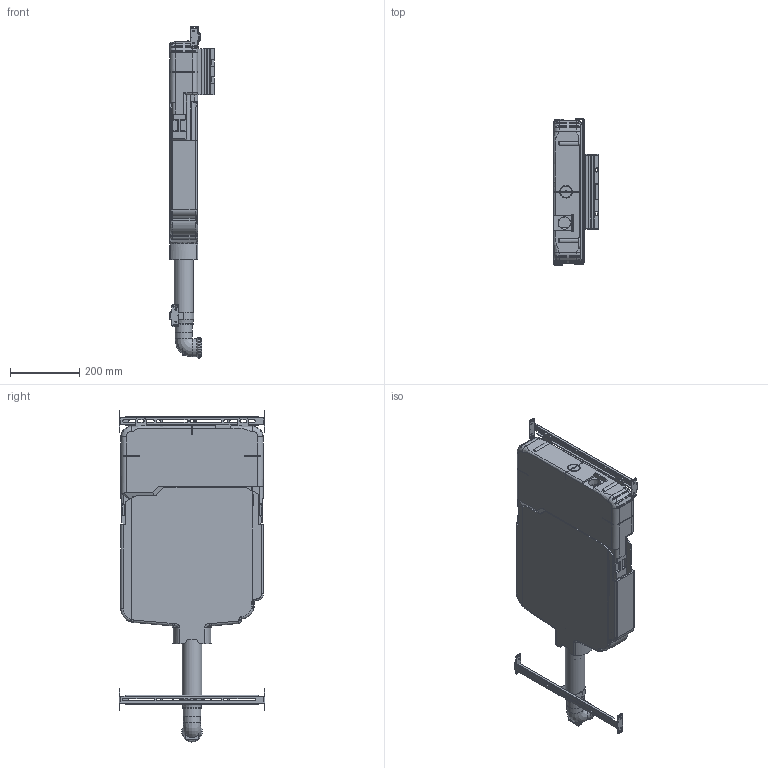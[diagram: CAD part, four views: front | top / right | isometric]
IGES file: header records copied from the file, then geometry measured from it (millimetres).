
Global section: file name: 109795; native system: Autodesk Inventor 2014; preprocessor: unknown; author: seihe2; date: 20160208.102729; units: millimetre
Bounding box: 127.5 x 420 x 956.5 mm (x, y, z)
Volume: 16015184.7 mm3; surface area: 1826187.1 mm2
Topology: 12 solids, 12 shells, 1357 faces, 3635 edges, 2325 vertices
Faces by surface type: plane 789, revolution 292, cylinder 209, bspline 63, cone 4
Full cylindrical faces by diameter (mm): 43 x1, 49 x1, 49.5 x1, 49.8 x1, 50 x1, 51.7 x1, 52 x1, 56 x2, 59 x1, 60 x1, 70 x2
